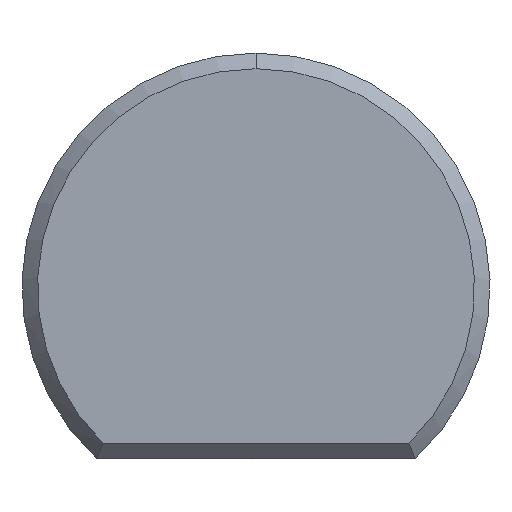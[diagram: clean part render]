
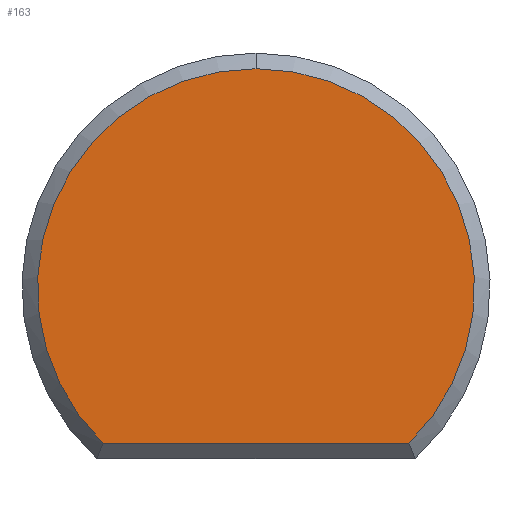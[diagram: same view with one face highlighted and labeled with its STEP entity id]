
A CAD part, front view. The second image highlights one B-rep face of the part: STEP entity #163.
In plain terms, the highlighted planar face has unit normal (0, -1, 0).
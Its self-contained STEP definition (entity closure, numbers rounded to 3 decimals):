
#4 = DIRECTION ( 'NONE',  ( 0., 1., 0. ) ) ;
#13 = ORIENTED_EDGE ( 'NONE', *, *, #26, .T. ) ;
#21 = DIRECTION ( 'NONE',  ( 0., -1., 0. ) ) ;
#24 = CARTESIAN_POINT ( 'NONE',  ( 0., 0., 2.8 ) ) ;
#26 = EDGE_CURVE ( 'NONE', #234, #35, #235, .T. ) ;
#35 = VERTEX_POINT ( 'NONE', #181 ) ;
#43 = AXIS2_PLACEMENT_3D ( 'NONE', #248, #21, #170 ) ;
#44 = DIRECTION ( 'NONE',  ( 0., -1., 0. ) ) ;
#45 = CARTESIAN_POINT ( 'NONE',  ( 0., 0., 0. ) ) ;
#53 = FACE_OUTER_BOUND ( 'NONE', #138, .T. ) ;
#64 = VECTOR ( 'NONE', #158, 1000. ) ;
#67 = CARTESIAN_POINT ( 'NONE',  ( 0., 0., 0. ) ) ;
#87 = VERTEX_POINT ( 'NONE', #142 ) ;
#103 = DIRECTION ( 'NONE',  ( 0., 0., 1. ) ) ;
#105 = AXIS2_PLACEMENT_3D ( 'NONE', #45, #4, #245 ) ;
#109 = CIRCLE ( 'NONE', #43, 2.8 ) ;
#110 = LINE ( 'NONE', #179, #64 ) ;
#138 = EDGE_LOOP ( 'NONE', ( #146, #13, #161 ) ) ;
#142 = CARTESIAN_POINT ( 'NONE',  ( 1.96, 0., -2. ) ) ;
#146 = ORIENTED_EDGE ( 'NONE', *, *, #213, .T. ) ;
#158 = DIRECTION ( 'NONE',  ( 1., 0., 0. ) ) ;
#161 = ORIENTED_EDGE ( 'NONE', *, *, #244, .T. ) ;
#163 = ADVANCED_FACE ( 'NONE', ( #53 ), #191, .F. ) ;
#170 = DIRECTION ( 'NONE',  ( 0., 0., 1. ) ) ;
#179 = CARTESIAN_POINT ( 'NONE',  ( 0., 0., -2. ) ) ;
#181 = CARTESIAN_POINT ( 'NONE',  ( -1.96, 0., -2. ) ) ;
#191 = PLANE ( 'NONE',  #105 ) ;
#211 = AXIS2_PLACEMENT_3D ( 'NONE', #67, #44, #103 ) ;
#213 = EDGE_CURVE ( 'NONE', #87, #234, #109, .T. ) ;
#234 = VERTEX_POINT ( 'NONE', #24 ) ;
#235 = CIRCLE ( 'NONE', #211, 2.8 ) ;
#244 = EDGE_CURVE ( 'NONE', #35, #87, #110, .T. ) ;
#245 = DIRECTION ( 'NONE',  ( 0., 0., 1. ) ) ;
#248 = CARTESIAN_POINT ( 'NONE',  ( 0., 0., 0. ) ) ;
